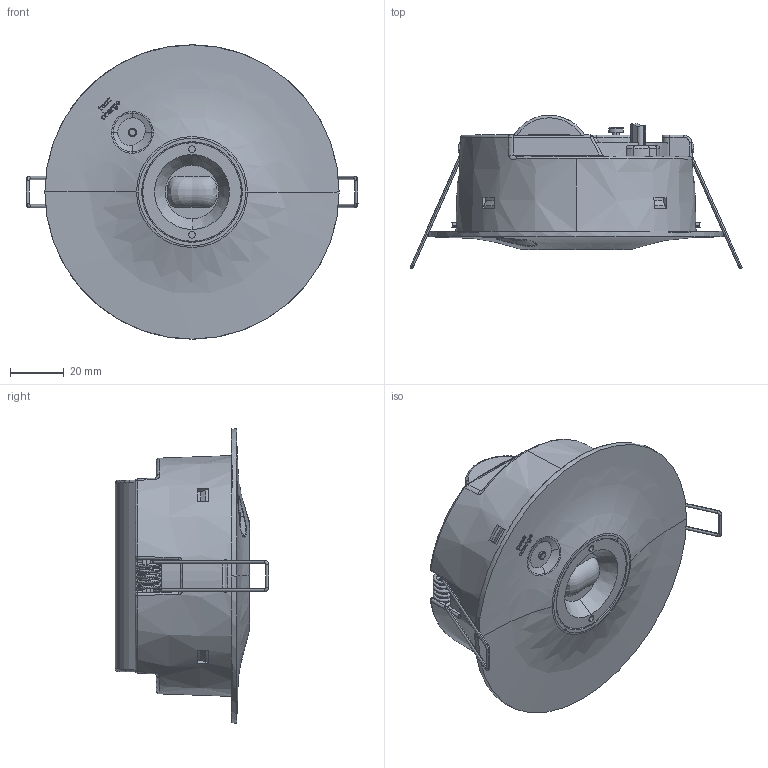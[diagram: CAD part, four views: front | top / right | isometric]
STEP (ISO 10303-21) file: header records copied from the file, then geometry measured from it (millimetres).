
FILE_DESCRIPTION((''),'2;1');
FILE_NAME('LB4_DLENS_ASM_46_ASM','2025-07-10T10:08:20',('chuncheng.yin'),(''),'CREO PARAMETRIC BY PTC INC, 2024401','CREO PARAMETRIC BY PTC INC, 2024401','');
FILE_SCHEMA(('CONFIG_CONTROL_DESIGN'));
Products named in the file (1): LB4_DLENS_ASM_46_ASM
Bounding box: 124.09 x 57.39 x 110 mm (x, y, z)
Volume: 240294.4 mm3; surface area: 48618 mm2
Topology: 3 solids, 14 shells, 2111 faces, 5886 edges, 3880 vertices
Faces by surface type: plane 1367, bspline 337, cylinder 195, cone 90, torus 56, extrusion 56, revolution 8, sphere 2
Entity records: 84560 total; most frequent: CARTESIAN_POINT 35130, ORIENTED_EDGE 11760, DIRECTION 7914, EDGE_CURVE 5880, VERTEX_POINT 3878, VECTOR 2800, LINE 2744, AXIS2_PLACEMENT_3D 2553
